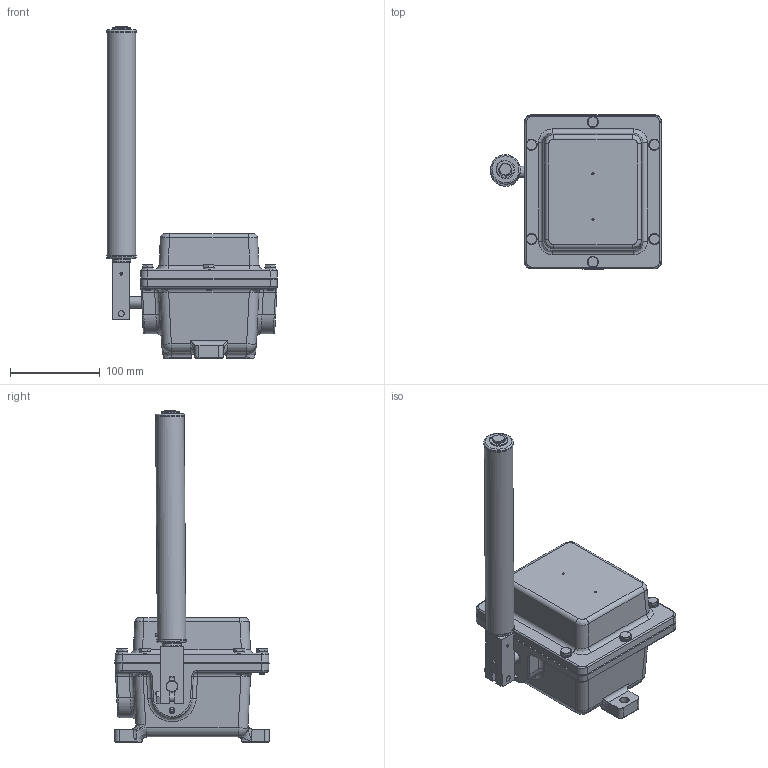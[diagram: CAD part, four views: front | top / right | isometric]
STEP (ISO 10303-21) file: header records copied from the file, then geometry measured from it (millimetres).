
FILE_DESCRIPTION(/* description */ ('Model TA (generic) belt alignment control. 1/29/2014'),/* implementation_level */ '2;1');
FILE_NAME(/* name */ 'TA.stp',/* time_stamp */ '2014-01-29T10:34:50-05:00',/* author */ ('GL'),/* organization */ ('Conveyor Components Company, Division of Material Control, Inc.'),/* preprocessor_version */ 'ST-DEVELOPER v15.2',/* originating_system */ 'Autodesk Inventor 2014',/* authorisation */ 'GL');
FILE_SCHEMA (('AUTOMOTIVE_DESIGN { 1 0 10303 214 3 1 1 }'));
Length unit declared in the file: inch
Products named in the file (26): 21030030; 21030119_Welds; 21030078; 21030031; 21030119; 21030118; 20170043; 21030313; 40300010; 21030032; 22013426; 22011075; 21030036; 21030035; 21033123; 21036127; 21036127_1; 20596559; 21030116; 21030158; 22016101; 22015114; 21030094; 22011159; 21030079; TA
Bounding box: 189.97 x 171.45 x 369.04 mm (x, y, z)
Volume: 1048682.7 mm3; surface area: 343925.9 mm2
Topology: 30 solids, 30 shells, 626 faces, 1449 edges, 886 vertices
Faces by surface type: cylinder 245, plane 222, cone 67, bspline 66, sphere 16, torus 10
Full cylindrical faces by diameter (mm): 2.032 x1, 2.261 x2, 2.388 x2, 2.464 x1, 3.175 x3, 3.264 x1, 3.962 x3, 4.978 x6, 6.248 x2, 6.35 x9, 6.401 x1, 7.137 x6, 7.142 x6, 7.925 x1, 7.938 x1, 8.712 x1, 9.525 x1, 10.001 x6, 10.317 x3, 11.43 x1, 12.662 x1, 12.7 x2, 12.751 x2, 12.802 x1, 12.827 x1, 13.106 x1, 13.208 x2, 17.475 x1, 18.999 x1, 19.05 x1
Entity records: 17646 total; most frequent: CARTESIAN_POINT 6062, DIRECTION 2429, ORIENTED_EDGE 2076, EDGE_CURVE 1038, AXIS2_PLACEMENT_3D 1005, EDGE_LOOP 687, VERTEX_POINT 687, ADVANCED_FACE 501
